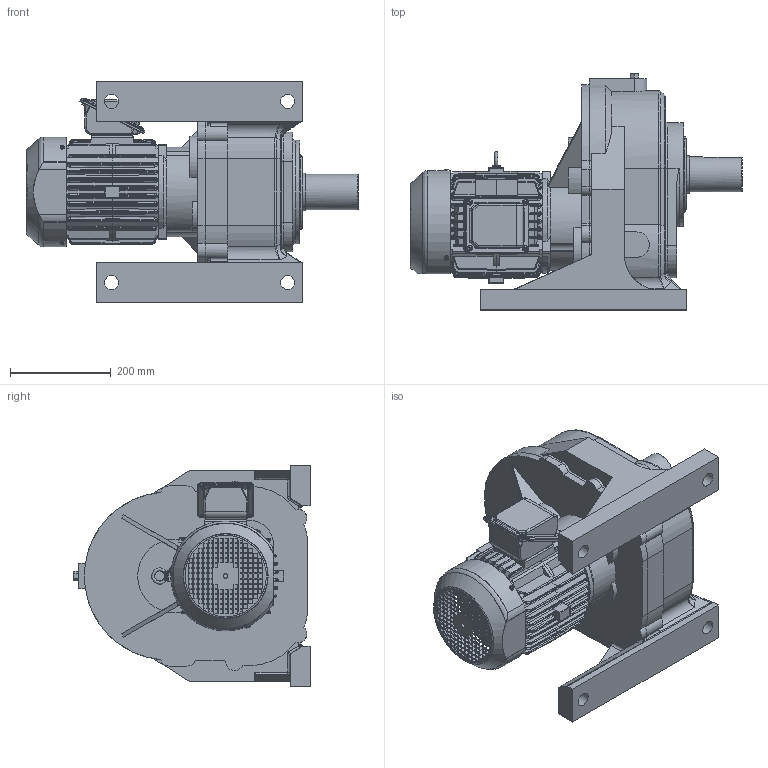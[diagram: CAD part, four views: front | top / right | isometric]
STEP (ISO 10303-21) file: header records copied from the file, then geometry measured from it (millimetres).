
FILE_DESCRIPTION (( 'STEP AP214' ), '1' );
FILE_NAME ('EK2DO07676H001_F1HM_2.2KW_R100_CUSTOMER.stp', '2022-08-11T01:55:42', ( '' ), ( '' ), 'SwSTEP 2.0', 'SolidWorks 2021', '' );
FILE_SCHEMA (( 'AUTOMOTIVE_DESIGN' ));
Length unit declared in the file: millimetre
Products named in the file (1): EK2DO07676H001_F1HM_2.2KW_R100_CUSTOMER
Bounding box: 660 x 470 x 440 mm (x, y, z)
Volume: 35917242 mm3; surface area: 1755639.7 mm2
Topology: 17 solids, 17 shells, 3218 faces, 8555 edges, 5383 vertices
Faces by surface type: cylinder 1323, plane 1283, bspline 554, cone 54, torus 4
Full cylindrical faces by diameter (mm): 4.917 x4, 5 x3, 6 x9, 6.647 x7, 7 x8, 8 x5, 9 x1, 10.5 x4, 13 x2, 16 x10, 18 x1, 19.242 x1, 28 x4, 30 x1, 40 x1, 45 x1, 70 x1, 75 x1, 182 x2, 206 x1
Entity records: 162598 total; most frequent: CARTESIAN_POINT 50309, ORIENTED_EDGE 16810, DIRECTION 14811, EDGE_CURVE 8405, VERTEX_POINT 5361, AXIS2_PLACEMENT_3D 5153, LINE 4505, VECTOR 4505
